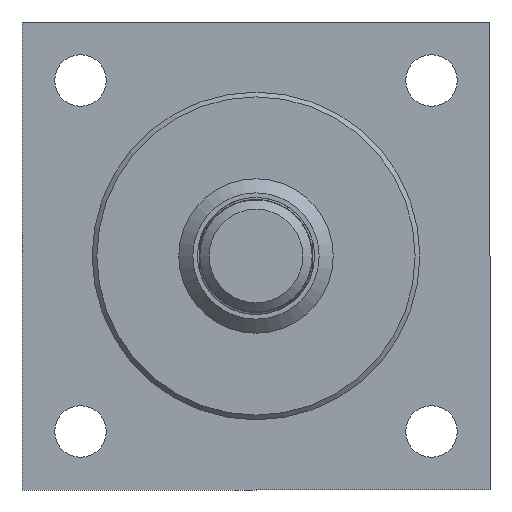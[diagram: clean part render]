
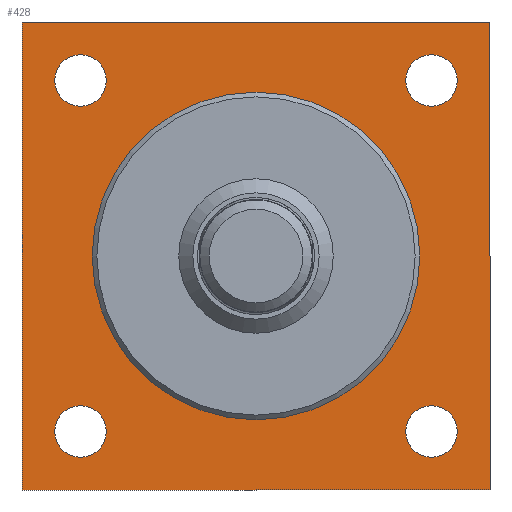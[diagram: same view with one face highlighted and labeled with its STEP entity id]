
A CAD part, front view. The second image highlights one B-rep face of the part: STEP entity #428.
In plain terms, the highlighted planar face has unit normal (0, -1, 0).
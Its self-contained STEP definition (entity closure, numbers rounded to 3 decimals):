
#144=CARTESIAN_POINT('',(43.0,-274.0,-37.5));
#145=VERTEX_POINT('',#144);
#146=CARTESIAN_POINT('',(37.5,-274.0,-37.5));
#147=DIRECTION('',(0.0,1.0,0.0));
#148=DIRECTION('',(1.0,0.0,0.0));
#149=AXIS2_PLACEMENT_3D('',#146,#147,#148);
#150=CIRCLE('',#149,5.5);
#151=EDGE_CURVE('',#145,#145,#150,.T.);
#193=CARTESIAN_POINT('',(43.,-274.0,37.5));
#194=VERTEX_POINT('',#193);
#195=CARTESIAN_POINT('',(37.5,-274.0,37.5));
#196=DIRECTION('',(0.0,1.0,0.0));
#197=DIRECTION('',(1.0,0.0,0.0));
#198=AXIS2_PLACEMENT_3D('',#195,#196,#197);
#199=CIRCLE('',#198,5.5);
#200=EDGE_CURVE('',#194,#194,#199,.T.);
#242=CARTESIAN_POINT('',(-32.,-274.0,-37.5));
#243=VERTEX_POINT('',#242);
#244=CARTESIAN_POINT('',(-37.5,-274.0,-37.5));
#245=DIRECTION('',(0.0,1.0,0.0));
#246=DIRECTION('',(1.0,0.0,0.0));
#247=AXIS2_PLACEMENT_3D('',#244,#245,#246);
#248=CIRCLE('',#247,5.5);
#249=EDGE_CURVE('',#243,#243,#248,.T.);
#291=CARTESIAN_POINT('',(-32.,-274.0,37.5));
#292=VERTEX_POINT('',#291);
#293=CARTESIAN_POINT('',(-37.5,-274.0,37.5));
#294=DIRECTION('',(0.0,1.0,0.0));
#295=DIRECTION('',(1.0,0.0,0.0));
#296=AXIS2_PLACEMENT_3D('',#293,#294,#295);
#297=CIRCLE('',#296,5.5);
#298=EDGE_CURVE('',#292,#292,#297,.T.);
#366=CARTESIAN_POINT('',(0.,-274.0,0.));
#367=DIRECTION('',(0.0,1.0,0.0));
#368=DIRECTION('',(0.0,0.0,1.0));
#369=AXIS2_PLACEMENT_3D('',#366,#367,#368);
#370=PLANE('',#369);
#371=CARTESIAN_POINT('',(50.0,-274.0,50.));
#372=VERTEX_POINT('',#371);
#373=CARTESIAN_POINT('',(-50.0,-274.0,50.));
#374=VERTEX_POINT('',#373);
#375=CARTESIAN_POINT('',(50.0,-274.0,50.));
#376=DIRECTION('',(-1.0,0.0,0.0));
#377=VECTOR('',#376,100.0);
#378=LINE('',#375,#377);
#379=EDGE_CURVE('',#372,#374,#378,.T.);
#380=ORIENTED_EDGE('',*,*,#379,.T.);
#381=CARTESIAN_POINT('',(-50.0,-274.0,-50.));
#382=VERTEX_POINT('',#381);
#383=CARTESIAN_POINT('',(-50.0,-274.0,50.));
#384=DIRECTION('',(0.0,0.0,-1.0));
#385=VECTOR('',#384,100.0);
#386=LINE('',#383,#385);
#387=EDGE_CURVE('',#374,#382,#386,.T.);
#388=ORIENTED_EDGE('',*,*,#387,.T.);
#389=CARTESIAN_POINT('',(50.,-274.0,-50.));
#390=VERTEX_POINT('',#389);
#391=CARTESIAN_POINT('',(-50.0,-274.0,-50.));
#392=DIRECTION('',(1.0,0.0,0.0));
#393=VECTOR('',#392,100.);
#394=LINE('',#391,#393);
#395=EDGE_CURVE('',#382,#390,#394,.T.);
#396=ORIENTED_EDGE('',*,*,#395,.T.);
#397=CARTESIAN_POINT('',(50.,-274.0,-50.));
#398=DIRECTION('',(0.0,0.0,1.0));
#399=VECTOR('',#398,100.0);
#400=LINE('',#397,#399);
#401=EDGE_CURVE('',#390,#372,#400,.T.);
#402=ORIENTED_EDGE('',*,*,#401,.T.);
#403=EDGE_LOOP('',(#380,#388,#396,#402));
#404=FACE_OUTER_BOUND('',#403,.T.);
#405=ORIENTED_EDGE('',*,*,#151,.T.);
#406=EDGE_LOOP('',(#405));
#407=FACE_BOUND('',#406,.T.);
#408=ORIENTED_EDGE('',*,*,#200,.T.);
#409=EDGE_LOOP('',(#408));
#410=FACE_BOUND('',#409,.T.);
#411=ORIENTED_EDGE('',*,*,#249,.T.);
#412=EDGE_LOOP('',(#411));
#413=FACE_BOUND('',#412,.T.);
#414=ORIENTED_EDGE('',*,*,#298,.T.);
#415=EDGE_LOOP('',(#414));
#416=FACE_BOUND('',#415,.T.);
#417=CARTESIAN_POINT('',(0.,-274.0,-35.));
#418=VERTEX_POINT('',#417);
#419=CARTESIAN_POINT('',(0.0,-274.0,0.));
#420=DIRECTION('',(0.0,-1.0,0.0));
#421=DIRECTION('',(0.0,0.0,1.0));
#422=AXIS2_PLACEMENT_3D('',#419,#420,#421);
#423=CIRCLE('',#422,35.);
#424=EDGE_CURVE('',#418,#418,#423,.T.);
#425=ORIENTED_EDGE('',*,*,#424,.F.);
#426=EDGE_LOOP('',(#425));
#427=FACE_BOUND('',#426,.T.);
#428=ADVANCED_FACE('',(#404,#407,#410,#413,#416,#427),#370,.F.);
